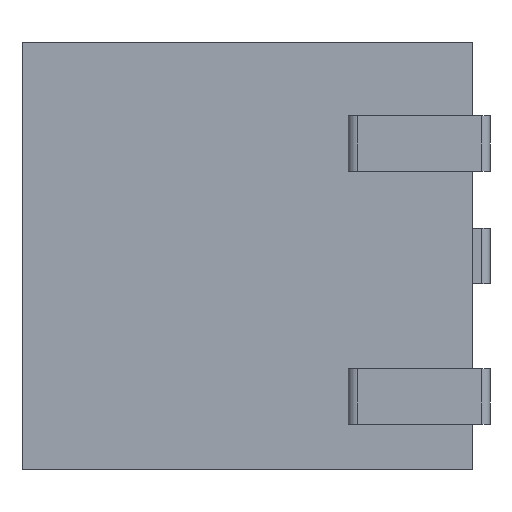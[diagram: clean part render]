
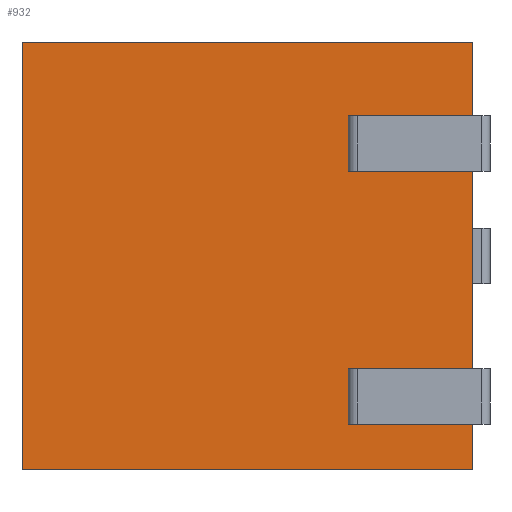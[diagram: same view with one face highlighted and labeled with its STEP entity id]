
A CAD part, left-side view. The second image highlights one B-rep face of the part: STEP entity #932.
In plain terms, the highlighted planar face has unit normal (-1, 0, 0).
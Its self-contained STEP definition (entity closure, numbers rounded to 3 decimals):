
#21=DIRECTION('',(0.,0.,1.));
#22=VECTOR('',#21,0.515);
#23=CARTESIAN_POINT('',(-1.755,0.,-2.415));
#24=LINE('',#23,#22);
#37=DIRECTION('',(0.,0.,1.));
#38=VECTOR('',#37,2.225);
#39=CARTESIAN_POINT('',(-1.755,0.,-1.27));
#40=LINE('',#39,#38);
#53=DIRECTION('',(0.,0.,1.));
#54=VECTOR('',#53,0.83);
#55=CARTESIAN_POINT('',(-1.755,0.,1.585));
#56=LINE('',#55,#54);
#179=DIRECTION('',(0.,1.,0.));
#180=VECTOR('',#179,5.08);
#181=CARTESIAN_POINT('',(-1.755,0.,2.415));
#182=LINE('',#181,#180);
#183=DIRECTION('',(0.,1.,0.));
#184=VECTOR('',#183,1.397);
#185=CARTESIAN_POINT('',(-1.755,0.,-1.27));
#186=LINE('',#185,#184);
#187=DIRECTION('',(0.,0.,-1.));
#188=VECTOR('',#187,0.63);
#189=CARTESIAN_POINT('',(-1.755,1.397,-1.27));
#190=LINE('',#189,#188);
#191=DIRECTION('',(0.,1.,0.));
#192=VECTOR('',#191,1.397);
#193=CARTESIAN_POINT('',(-1.755,0.,-1.9));
#194=LINE('',#193,#192);
#195=DIRECTION('',(0.,1.,0.));
#196=VECTOR('',#195,5.08);
#197=CARTESIAN_POINT('',(-1.755,0.,-2.415));
#198=LINE('',#197,#196);
#199=DIRECTION('',(0.,1.,0.));
#200=VECTOR('',#199,1.397);
#201=CARTESIAN_POINT('',(-1.755,0.,1.585));
#202=LINE('',#201,#200);
#203=DIRECTION('',(0.,0.,1.));
#204=VECTOR('',#203,0.63);
#205=CARTESIAN_POINT('',(-1.755,1.397,0.955));
#206=LINE('',#205,#204);
#207=DIRECTION('',(0.,1.,0.));
#208=VECTOR('',#207,1.397);
#209=CARTESIAN_POINT('',(-1.755,0.,0.955));
#210=LINE('',#209,#208);
#321=DIRECTION('',(0.,0.,1.));
#322=VECTOR('',#321,4.83);
#323=CARTESIAN_POINT('',(-1.755,5.08,-2.415));
#324=LINE('',#323,#322);
#523=CARTESIAN_POINT('',(-1.755,0.,2.415));
#525=VERTEX_POINT('',#523);
#527=CARTESIAN_POINT('',(-1.755,5.08,-2.415));
#528=CARTESIAN_POINT('',(-1.755,5.08,2.415));
#529=VERTEX_POINT('',#527);
#530=VERTEX_POINT('',#528);
#533=CARTESIAN_POINT('',(-1.755,0.,-2.415));
#534=VERTEX_POINT('',#533);
#547=CARTESIAN_POINT('',(-1.755,0.,0.955));
#549=VERTEX_POINT('',#547);
#551=CARTESIAN_POINT('',(-1.755,0.,1.585));
#553=VERTEX_POINT('',#551);
#555=CARTESIAN_POINT('',(-1.755,1.397,0.955));
#556=VERTEX_POINT('',#555);
#557=CARTESIAN_POINT('',(-1.755,1.397,1.585));
#558=VERTEX_POINT('',#557);
#559=CARTESIAN_POINT('',(-1.755,0.,-1.27));
#561=VERTEX_POINT('',#559);
#563=CARTESIAN_POINT('',(-1.755,0.,-1.9));
#565=VERTEX_POINT('',#563);
#567=CARTESIAN_POINT('',(-1.755,1.397,-1.27));
#568=VERTEX_POINT('',#567);
#569=CARTESIAN_POINT('',(-1.755,1.397,-1.9));
#570=VERTEX_POINT('',#569);
#905=CARTESIAN_POINT('',(-1.755,0.,-2.415));
#906=DIRECTION('',(-1.,0.,0.));
#907=DIRECTION('',(0.,0.,1.));
#908=AXIS2_PLACEMENT_3D('',#905,#906,#907);
#909=PLANE('',#908);
#911=ORIENTED_EDGE('',*,*,#910,.T.);
#913=ORIENTED_EDGE('',*,*,#912,.T.);
#915=ORIENTED_EDGE('',*,*,#914,.F.);
#916=ORIENTED_EDGE('',*,*,#702,.F.);
#918=ORIENTED_EDGE('',*,*,#917,.T.);
#920=ORIENTED_EDGE('',*,*,#919,.T.);
#921=ORIENTED_EDGE('',*,*,#897,.F.);
#922=ORIENTED_EDGE('',*,*,#718,.F.);
#924=ORIENTED_EDGE('',*,*,#923,.T.);
#926=ORIENTED_EDGE('',*,*,#925,.F.);
#928=ORIENTED_EDGE('',*,*,#927,.F.);
#929=ORIENTED_EDGE('',*,*,#710,.F.);
#930=EDGE_LOOP('',(#911,#913,#915,#916,#918,#920,#921,#922,#924,#926,#928,
#929));
#931=FACE_OUTER_BOUND('',#930,.F.);
#932=ADVANCED_FACE('',(#931),#909,.T.);
#702=EDGE_CURVE('',#534,#565,#24,.T.);
#710=EDGE_CURVE('',#561,#549,#40,.T.);
#718=EDGE_CURVE('',#553,#525,#56,.T.);
#897=EDGE_CURVE('',#525,#530,#182,.T.);
#910=EDGE_CURVE('',#561,#568,#186,.T.);
#912=EDGE_CURVE('',#568,#570,#190,.T.);
#914=EDGE_CURVE('',#565,#570,#194,.T.);
#917=EDGE_CURVE('',#534,#529,#198,.T.);
#919=EDGE_CURVE('',#529,#530,#324,.T.);
#923=EDGE_CURVE('',#553,#558,#202,.T.);
#925=EDGE_CURVE('',#556,#558,#206,.T.);
#927=EDGE_CURVE('',#549,#556,#210,.T.);
